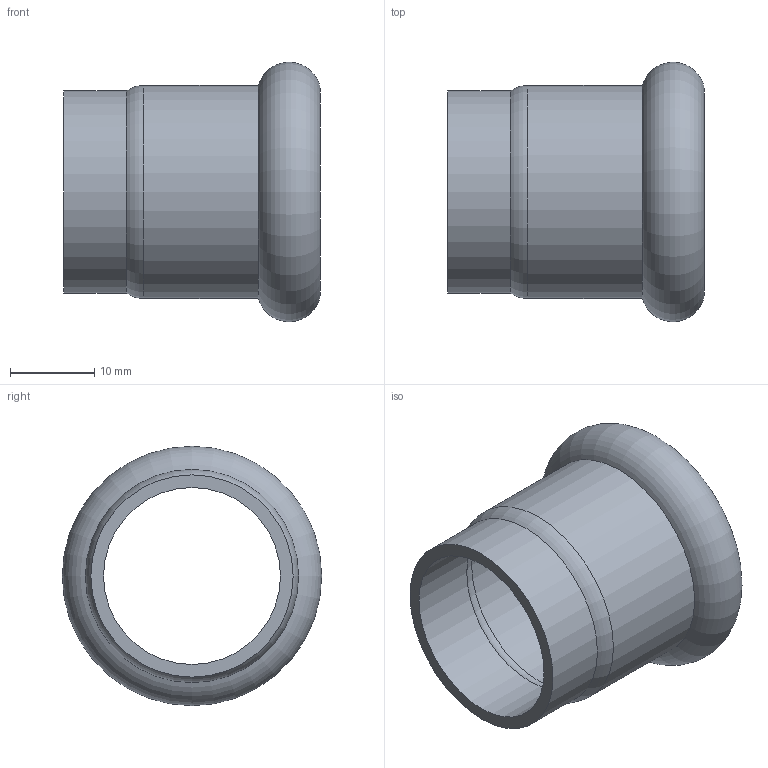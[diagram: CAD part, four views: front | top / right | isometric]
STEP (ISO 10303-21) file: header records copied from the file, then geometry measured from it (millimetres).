
FILE_DESCRIPTION(/* description */ ('MEZZOMANICOTTO A SALDARE DN22 (INOXPRES)'),/* implementation_level */ '2;1');
FILE_NAME(/* name */ '187022000R_Inoxpres.stp',/* time_stamp */ '2022-10-11T16:47:44+02:00',/* author */ ('Vault'),/* organization */ ('Raccorderie metalliche s.p.a. '),/* preprocessor_version */ 'ST-DEVELOPER v18.1',/* originating_system */ 'Autodesk Inventor 2020',/* authorisation */ 'Raccorderie metalliche s.p.a. ');
FILE_SCHEMA (('AUTOMOTIVE_DESIGN { 1 0 10303 214 3 1 1 }'));
Length unit declared in the file: millimetre
Products named in the file (1): 187022000R_Inoxpres
Bounding box: 30.5 x 30.79 x 30.79 mm (x, y, z)
Volume: 4555.4 mm3; surface area: 5000.8 mm2
Topology: 1 solids, 1 shells, 13 faces, 46 edges, 34 vertices
Faces by surface type: cylinder 6, torus 5, plane 1, cone 1
Full cylindrical faces by diameter (mm): 21 x1, 22.3 x1, 22.9 x2, 24 x1, 25.3 x1
Entity records: 584 total; most frequent: DIRECTION 113, CARTESIAN_POINT 94, ORIENTED_EDGE 92, AXIS2_PLACEMENT_3D 53, EDGE_CURVE 46, CIRCLE 39, VERTEX_POINT 34, EDGE_LOOP 14
